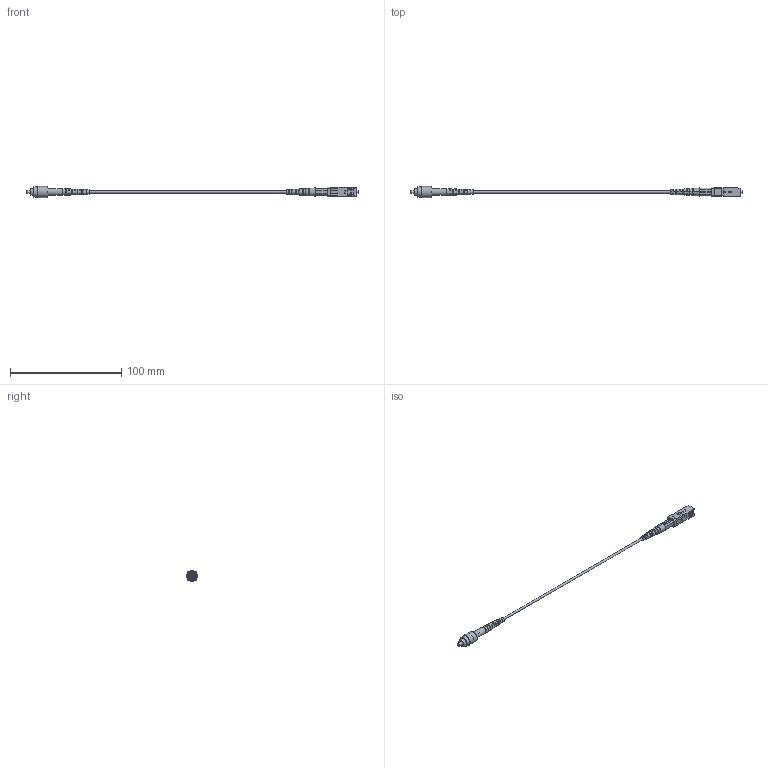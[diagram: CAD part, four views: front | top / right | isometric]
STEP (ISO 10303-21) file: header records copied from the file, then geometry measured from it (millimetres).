
FILE_DESCRIPTION (( 'STEP AP214' ), '1' );
FILE_NAME ('FCA-S2SZ-FCASCU.step', '2022-11-03T03:45:45', ( '' ), ( '' ), 'SwSTEP 2.0', 'SolidWorks 2022', '' );
FILE_SCHEMA (( 'AUTOMOTIVE_DESIGN' ));
Length unit declared in the file: inch
Products named in the file (9): SC-UPC CONN^FCA-S2SZ-FCASCU; 1AF04-005-MA1^1AF04-005(2)_SC-UPC CONN_FCA-S2SZ-FCASCU; 1AF04-005-MA2^1AF04-005(2)_SC-UPC CONN_FCA-S2SZ-FCASCU; FCA-S2SZ-FCASCU; FC-APC CONN^FCA-S2SZ-FCASCU; Fiber Coax^FCA-S2SZ-FCASCU; 1AF04-005-MA3^1AF04-005(2)_SC-UPC CONN_FCA-S2SZ-FCASCU; 1AF04-005-MA4^1AF04-005(2)_SC-UPC CONN_FCA-S2SZ-FCASCU; 1AF04-005(2)^SC-UPC CONN_FCA-S2SZ-FCASCU
Assembly tree (8 placements, depth 4):
  FCA-S2SZ-FCASCU
    Fiber Coax^FCA-S2SZ-FCASCU
    FC-APC CONN^FCA-S2SZ-FCASCU
    SC-UPC CONN^FCA-S2SZ-FCASCU
      1AF04-005(2)^SC-UPC CONN_FCA-S2SZ-FCASCU
        1AF04-005-MA2^1AF04-005(2)_SC-UPC CONN_FCA-S2SZ-FCASCU
        1AF04-005-MA1^1AF04-005(2)_SC-UPC CONN_FCA-S2SZ-FCASCU
        1AF04-005-MA4^1AF04-005(2)_SC-UPC CONN_FCA-S2SZ-FCASCU
        1AF04-005-MA3^1AF04-005(2)_SC-UPC CONN_FCA-S2SZ-FCASCU
Bounding box: 298.88 x 10 x 10 mm (x, y, z)
Volume: 3243.7 mm3; surface area: 7938.3 mm2
Topology: 6 solids, 8 shells, 425 faces, 1202 edges, 793 vertices
Faces by surface type: plane 350, cylinder 52, cone 21, torus 2
Full cylindrical faces by diameter (mm): 0.122 x1, 1.397 x1, 2 x1, 2.159 x1, 2.5 x1, 3.008 x1, 3.048 x1, 3.175 x1, 3.556 x1, 3.693 x1, 3.81 x2, 4.242 x1, 4.369 x1, 4.445 x1, 4.572 x1, 4.953 x1, 5.08 x1, 5.232 x1, 5.283 x1, 5.969 x1, 6.096 x1, 7.112 x1, 8.255 x1, 9.017 x2, 10 x1
Entity records: 16479 total; most frequent: CARTESIAN_POINT 3271, ORIENTED_EDGE 2232, DIRECTION 2145, EDGE_CURVE 1116, VERTEX_POINT 757, AXIS2_PLACEMENT_3D 741, VECTOR 663, LINE 663
